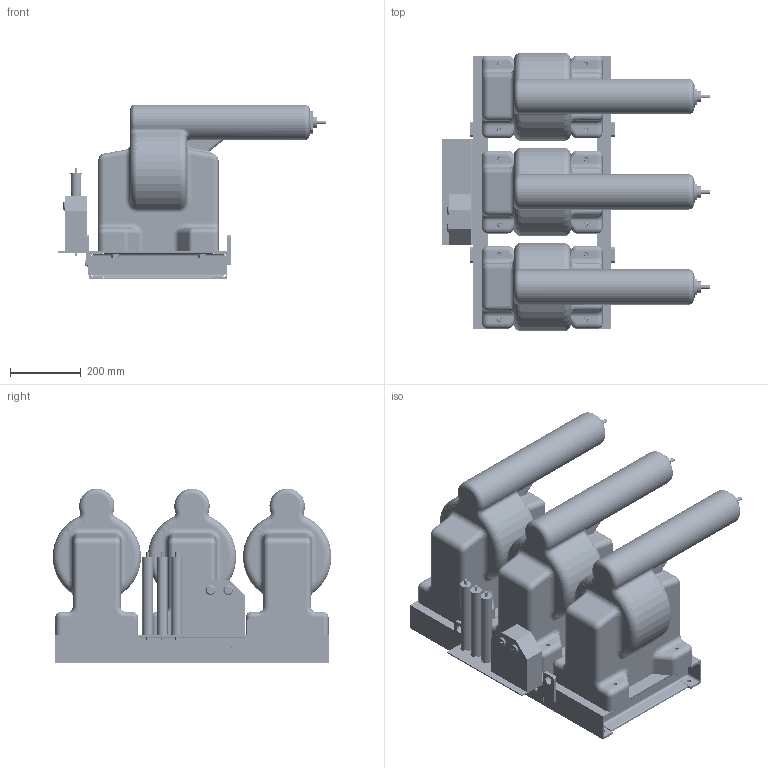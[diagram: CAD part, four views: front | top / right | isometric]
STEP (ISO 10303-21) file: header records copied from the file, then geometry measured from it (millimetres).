
FILE_DESCRIPTION(('STEP AP242'), '1');
FILE_NAME('ÀÄØÏ.1.756.010 3õÇÍÎËÏ-ÝÊ-15(20) Ì8 ÒÀ 15-20êÂ', '', ('UNSPECIFIED'), ('UNSPECIFIED'), 'ASCON STEP Converter 1.6', 'ASCON Math Kernel', '');
FILE_SCHEMA(('AP242_MANAGED_MODEL_BASED_3D_ENGINEERING_MIM_LF { 1 0 10303 442 1 1 4 }'));
Length unit declared in the file: millimetre
Products named in the file (25): 4
Assembly tree (85 placements, depth 3):
  (unnamed)
    (unnamed)  x3
      (unnamed)
      (unnamed)
      (unnamed)
      (unnamed)
      (unnamed)
      (unnamed)
    (unnamed)  x6
      (unnamed)
    (unnamed)
      (unnamed)
    (unnamed)
      (unnamed)
    (unnamed)  x12
    (unnamed)  x12
    (unnamed)  x12
    (unnamed)
    4  x3
    (unnamed)
    (unnamed)  x4
    (unnamed)  x2
    (unnamed)  x2
    (unnamed)  x2
    (unnamed)  x4
Bounding box: 756 x 787.37 x 494 mm (x, y, z)
Volume: 70435354.5 mm3; surface area: 3471615.7 mm2
Topology: 111 solids, 111 shells, 4256 faces, 10822 edges, 7008 vertices
Faces by surface type: cylinder 1886, plane 1855, cone 209, torus 201, bspline 87, sphere 18
Full cylindrical faces by diameter (mm): 4 x6, 4.917 x6, 5 x48, 5.917 x21, 6 x8, 6.95 x21, 7 x6, 8 x54, 8.5 x3, 8.647 x2, 9 x15, 10 x47, 10.106 x12, 10.8 x2, 11 x10, 12 x12, 13 x16, 14 x12, 16 x60, 20 x4, 24 x48, 25 x7, 30 x3, 32 x9, 41.5 x3, 50 x3, 54.752 x3, 56 x3, 64 x6, 100 x3
Entity records: 56928 total; most frequent: CARTESIAN_POINT 14472, DIRECTION 6606, ORIENTED_EDGE 6054, EDGE_CURVE 3027, AXIS2_PLACEMENT_3D 2457, VERTEX_POINT 2056, LINE 1692, VECTOR 1692
